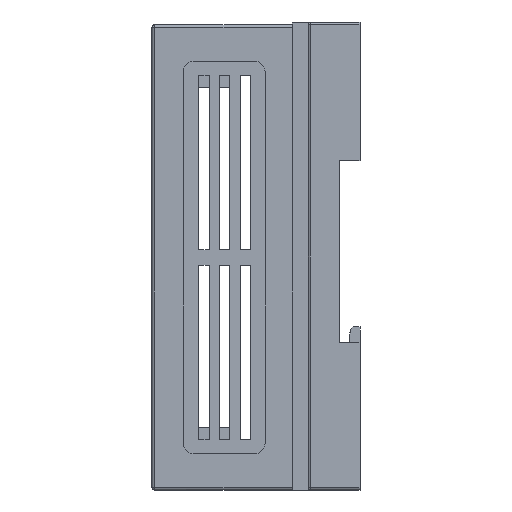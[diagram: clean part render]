
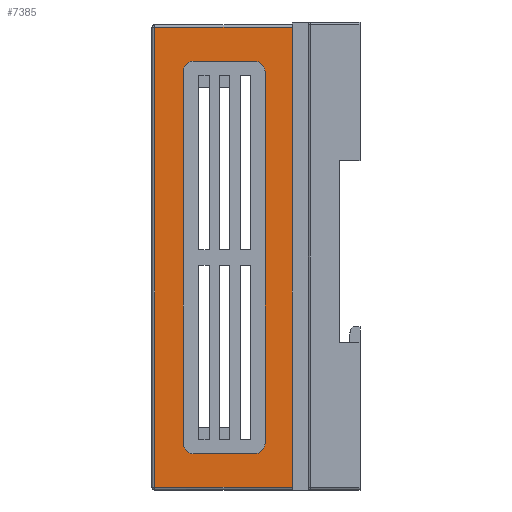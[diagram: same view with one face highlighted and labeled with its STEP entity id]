
A CAD part, left-side view. The second image highlights one B-rep face of the part: STEP entity #7385.
In plain terms, the highlighted free-form (B-spline) face has degree [1, 1] with [2, 2] control points.
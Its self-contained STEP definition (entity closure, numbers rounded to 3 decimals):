
#6163 = VERTEX_POINT('',#6164);
#6164 = CARTESIAN_POINT('',(-8.953,50.629,
    121.622));
#6170 = EDGE_CURVE('',#6171,#6163,#6173,.T.);
#6171 = VERTEX_POINT('',#6172);
#6172 = CARTESIAN_POINT('',(-8.953,50.629,
    45.049));
#6173 = B_SPLINE_CURVE_WITH_KNOTS('',1,(#6174,#6175),.UNSPECIFIED.,.F.,
  .F.,(2,2),(-86.45,2.),.PIECEWISE_BEZIER_KNOTS.);
#6174 = CARTESIAN_POINT('',(-8.953,50.629,
    45.049));
#6175 = CARTESIAN_POINT('',(-8.953,50.629,
    121.622));
#7385 = ADVANCED_FACE('',(#7386,#7408),#7470,.F.);
#7386 = FACE_BOUND('',#7387,.T.);
#7387 = EDGE_LOOP('',(#7388,#7389,#7396,#7403));
#7388 = ORIENTED_EDGE('',*,*,#6170,.T.);
#7389 = ORIENTED_EDGE('',*,*,#7390,.T.);
#7390 = EDGE_CURVE('',#6163,#7391,#7393,.T.);
#7391 = VERTEX_POINT('',#7392);
#7392 = CARTESIAN_POINT('',(-8.953,73.57,
    121.622));
#7393 = B_SPLINE_CURVE_WITH_KNOTS('',1,(#7394,#7395),.UNSPECIFIED.,.F.,
  .F.,(2,2),(-27.,-0.5),.PIECEWISE_BEZIER_KNOTS.);
#7394 = CARTESIAN_POINT('',(-8.953,50.629,
    121.622));
#7395 = CARTESIAN_POINT('',(-8.953,73.57,
    121.622));
#7396 = ORIENTED_EDGE('',*,*,#7397,.T.);
#7397 = EDGE_CURVE('',#7391,#7398,#7400,.T.);
#7398 = VERTEX_POINT('',#7399);
#7399 = CARTESIAN_POINT('',(-8.953,73.57,
    45.049));
#7400 = B_SPLINE_CURVE_WITH_KNOTS('',1,(#7401,#7402),.UNSPECIFIED.,.F.,
  .F.,(2,2),(0.5,88.95),.PIECEWISE_BEZIER_KNOTS.);
#7401 = CARTESIAN_POINT('',(-8.953,73.57,
    121.622));
#7402 = CARTESIAN_POINT('',(-8.953,73.57,
    45.049));
#7403 = ORIENTED_EDGE('',*,*,#7404,.T.);
#7404 = EDGE_CURVE('',#7398,#6171,#7405,.T.);
#7405 = B_SPLINE_CURVE_WITH_KNOTS('',1,(#7406,#7407),.UNSPECIFIED.,.F.,
  .F.,(2,2),(0.5,27.),.PIECEWISE_BEZIER_KNOTS.);
#7406 = CARTESIAN_POINT('',(-8.953,73.57,
    45.049));
#7407 = CARTESIAN_POINT('',(-8.953,50.629,
    45.049));
#7408 = FACE_BOUND('',#7409,.T.);
#7409 = EDGE_LOOP('',(#7410,#7419,#7427,#7434,#7442,#7449,#7457,#7464));
#7410 = ORIENTED_EDGE('',*,*,#7411,.F.);
#7411 = EDGE_CURVE('',#7412,#7414,#7416,.T.);
#7412 = VERTEX_POINT('',#7413);
#7413 = CARTESIAN_POINT('',(-8.953,55.174,
    52.408));
#7414 = VERTEX_POINT('',#7415);
#7415 = CARTESIAN_POINT('',(-8.953,55.174,
    114.263));
#7416 = B_SPLINE_CURVE_WITH_KNOTS('',1,(#7417,#7418),.UNSPECIFIED.,.F.,
  .F.,(2,2),(0.,71.45),.PIECEWISE_BEZIER_KNOTS.);
#7417 = CARTESIAN_POINT('',(-8.953,55.174,
    52.408));
#7418 = CARTESIAN_POINT('',(-8.953,55.174,
    114.263));
#7419 = ORIENTED_EDGE('',*,*,#7420,.T.);
#7420 = EDGE_CURVE('',#7412,#7421,#7423,.T.);
#7421 = VERTEX_POINT('',#7422);
#7422 = CARTESIAN_POINT('',(-8.953,56.905,
    50.677));
#7423 = ( BOUNDED_CURVE() B_SPLINE_CURVE(2,(#7424,#7425,#7426),
.UNSPECIFIED.,.F.,.F.) B_SPLINE_CURVE_WITH_KNOTS((3,3),(4.712,
6.283),.PIECEWISE_BEZIER_KNOTS.) CURVE() 
GEOMETRIC_REPRESENTATION_ITEM() RATIONAL_B_SPLINE_CURVE((1.,
0.707,1.)) REPRESENTATION_ITEM('') );
#7424 = CARTESIAN_POINT('',(-8.953,55.174,
    52.408));
#7425 = CARTESIAN_POINT('',(-8.953,55.174,
    50.677));
#7426 = CARTESIAN_POINT('',(-8.953,56.905,
    50.677));
#7427 = ORIENTED_EDGE('',*,*,#7428,.T.);
#7428 = EDGE_CURVE('',#7421,#7429,#7431,.T.);
#7429 = VERTEX_POINT('',#7430);
#7430 = CARTESIAN_POINT('',(-8.953,67.077,50.677
    ));
#7431 = B_SPLINE_CURVE_WITH_KNOTS('',1,(#7432,#7433),.UNSPECIFIED.,.F.,
  .F.,(2,2),(-11.75,0.),.PIECEWISE_BEZIER_KNOTS.);
#7432 = CARTESIAN_POINT('',(-8.953,56.905,
    50.677));
#7433 = CARTESIAN_POINT('',(-8.953,67.077,50.677
    ));
#7434 = ORIENTED_EDGE('',*,*,#7435,.T.);
#7435 = EDGE_CURVE('',#7429,#7436,#7438,.T.);
#7436 = VERTEX_POINT('',#7437);
#7437 = CARTESIAN_POINT('',(-8.953,68.809,
    52.408));
#7438 = ( BOUNDED_CURVE() B_SPLINE_CURVE(2,(#7439,#7440,#7441),
.UNSPECIFIED.,.F.,.F.) B_SPLINE_CURVE_WITH_KNOTS((3,3),(3.142,
4.712),.PIECEWISE_BEZIER_KNOTS.) CURVE() 
GEOMETRIC_REPRESENTATION_ITEM() RATIONAL_B_SPLINE_CURVE((1.,
0.707,1.)) REPRESENTATION_ITEM('') );
#7439 = CARTESIAN_POINT('',(-8.953,67.077,50.677
    ));
#7440 = CARTESIAN_POINT('',(-8.953,68.809,
    50.677));
#7441 = CARTESIAN_POINT('',(-8.953,68.809,
    52.408));
#7442 = ORIENTED_EDGE('',*,*,#7443,.F.);
#7443 = EDGE_CURVE('',#7444,#7436,#7446,.T.);
#7444 = VERTEX_POINT('',#7445);
#7445 = CARTESIAN_POINT('',(-8.953,68.809,
    114.263));
#7446 = B_SPLINE_CURVE_WITH_KNOTS('',1,(#7447,#7448),.UNSPECIFIED.,.F.,
  .F.,(2,2),(-71.45,0.),.PIECEWISE_BEZIER_KNOTS.);
#7447 = CARTESIAN_POINT('',(-8.953,68.809,
    114.263));
#7448 = CARTESIAN_POINT('',(-8.953,68.809,
    52.408));
#7449 = ORIENTED_EDGE('',*,*,#7450,.F.);
#7450 = EDGE_CURVE('',#7451,#7444,#7453,.T.);
#7451 = VERTEX_POINT('',#7452);
#7452 = CARTESIAN_POINT('',(-8.953,67.077,115.995
    ));
#7453 = ( BOUNDED_CURVE() B_SPLINE_CURVE(2,(#7454,#7455,#7456),
.UNSPECIFIED.,.F.,.F.) B_SPLINE_CURVE_WITH_KNOTS((3,3),(3.142,
4.712),.PIECEWISE_BEZIER_KNOTS.) CURVE() 
GEOMETRIC_REPRESENTATION_ITEM() RATIONAL_B_SPLINE_CURVE((1.,
0.707,1.)) REPRESENTATION_ITEM('') );
#7454 = CARTESIAN_POINT('',(-8.953,67.077,115.995
    ));
#7455 = CARTESIAN_POINT('',(-8.953,68.809,
    115.995));
#7456 = CARTESIAN_POINT('',(-8.953,68.809,
    114.263));
#7457 = ORIENTED_EDGE('',*,*,#7458,.F.);
#7458 = EDGE_CURVE('',#7459,#7451,#7461,.T.);
#7459 = VERTEX_POINT('',#7460);
#7460 = CARTESIAN_POINT('',(-8.953,56.905,
    115.995));
#7461 = B_SPLINE_CURVE_WITH_KNOTS('',1,(#7462,#7463),.UNSPECIFIED.,.F.,
  .F.,(2,2),(-11.75,0.),.PIECEWISE_BEZIER_KNOTS.);
#7462 = CARTESIAN_POINT('',(-8.953,56.905,
    115.995));
#7463 = CARTESIAN_POINT('',(-8.953,67.077,115.995
    ));
#7464 = ORIENTED_EDGE('',*,*,#7465,.F.);
#7465 = EDGE_CURVE('',#7414,#7459,#7466,.T.);
#7466 = ( BOUNDED_CURVE() B_SPLINE_CURVE(2,(#7467,#7468,#7469),
.UNSPECIFIED.,.F.,.F.) B_SPLINE_CURVE_WITH_KNOTS((3,3),(4.712,
6.283),.PIECEWISE_BEZIER_KNOTS.) CURVE() 
GEOMETRIC_REPRESENTATION_ITEM() RATIONAL_B_SPLINE_CURVE((1.,
0.707,1.)) REPRESENTATION_ITEM('') );
#7467 = CARTESIAN_POINT('',(-8.953,55.174,
    114.263));
#7468 = CARTESIAN_POINT('',(-8.953,55.174,
    115.995));
#7469 = CARTESIAN_POINT('',(-8.953,56.905,
    115.995));
#7470 = B_SPLINE_SURFACE_WITH_KNOTS('',1,1,(
    (#7471,#7472)
    ,(#7473,#7474
    )),.UNSPECIFIED.,.F.,.F.,.F.,(2,2),(2,2),(0.5,88.95),(-27.,-0.5),
  .PIECEWISE_BEZIER_KNOTS.);
#7471 = CARTESIAN_POINT('',(-8.953,50.629,
    121.622));
#7472 = CARTESIAN_POINT('',(-8.953,73.57,
    121.622));
#7473 = CARTESIAN_POINT('',(-8.953,50.629,
    45.049));
#7474 = CARTESIAN_POINT('',(-8.953,73.57,
    45.049));
